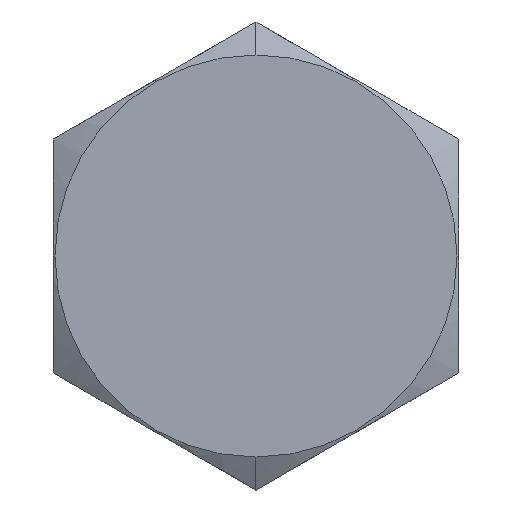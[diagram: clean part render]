
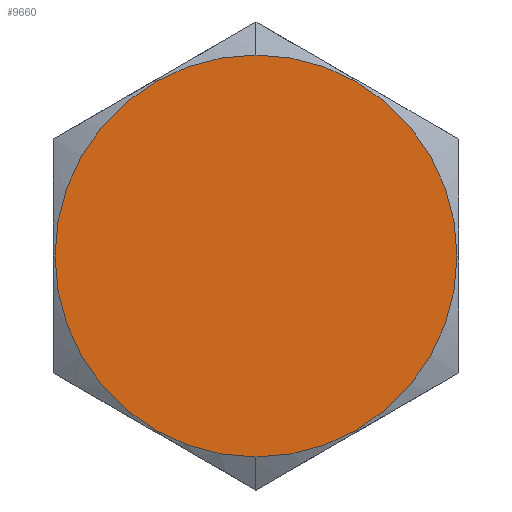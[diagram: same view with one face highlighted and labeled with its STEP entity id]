
A CAD part, left-side view. The second image highlights one B-rep face of the part: STEP entity #9660.
In plain terms, the highlighted planar face has unit normal (-1, 0, 0).
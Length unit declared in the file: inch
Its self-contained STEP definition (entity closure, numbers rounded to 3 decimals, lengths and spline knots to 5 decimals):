
#530 = FACE_OUTER_BOUND ( 'NONE', #4700, .T. ) ;
#612 = CIRCLE ( 'NONE', #10971, 0.62 ) ;
#657 = CIRCLE ( 'NONE', #10972, 0.62 ) ;
#4669 = PLANE ( 'NONE',  #10804 ) ;
#4670 = CARTESIAN_POINT ( 'NONE',  ( -1.37, 0.625, 0.36084 ) ) ;
#4672 = DIRECTION ( 'NONE',  ( 1., 0., 0. ) ) ;
#4673 = DIRECTION ( 'NONE',  ( 0., 0., -1. ) ) ;
#4700 = EDGE_LOOP ( 'NONE', ( #10132, #10133 ) ) ;
#6234 = CARTESIAN_POINT ( 'NONE',  ( -1.37, 0., -0.62 ) ) ;
#6369 = CARTESIAN_POINT ( 'NONE',  ( -1.37, 0., 0.62 ) ) ;
#7702 = CARTESIAN_POINT ( 'NONE',  ( -1.37, 0., 0. ) ) ;
#7703 = DIRECTION ( 'NONE',  ( -1., 0., 0. ) ) ;
#7704 = DIRECTION ( 'NONE',  ( 0., 0., 1. ) ) ;
#7983 = CARTESIAN_POINT ( 'NONE',  ( -1.37, 0., 0. ) ) ;
#7984 = DIRECTION ( 'NONE',  ( -1., 0., 0. ) ) ;
#7985 = DIRECTION ( 'NONE',  ( 0., 0., 1. ) ) ;
#9660 = ADVANCED_FACE ( 'NONE', ( #530 ), #4669, .F. ) ;
#9769 = VERTEX_POINT ( 'NONE', #6234 ) ;
#9904 = VERTEX_POINT ( 'NONE', #6369 ) ;
#10132 = ORIENTED_EDGE ( 'NONE', *, *, #10672, .T. ) ;
#10133 = ORIENTED_EDGE ( 'NONE', *, *, #10714, .T. ) ;
#10672 = EDGE_CURVE ( 'NONE', #9904, #9769, #612, .T. ) ;
#10714 = EDGE_CURVE ( 'NONE', #9769, #9904, #657, .T. ) ;
#10804 = AXIS2_PLACEMENT_3D ( 'NONE', #4670, #4672, #4673 ) ;
#10971 = AXIS2_PLACEMENT_3D ( 'NONE', #7702, #7703, #7704 ) ;
#10972 = AXIS2_PLACEMENT_3D ( 'NONE', #7983, #7984, #7985 ) ;
